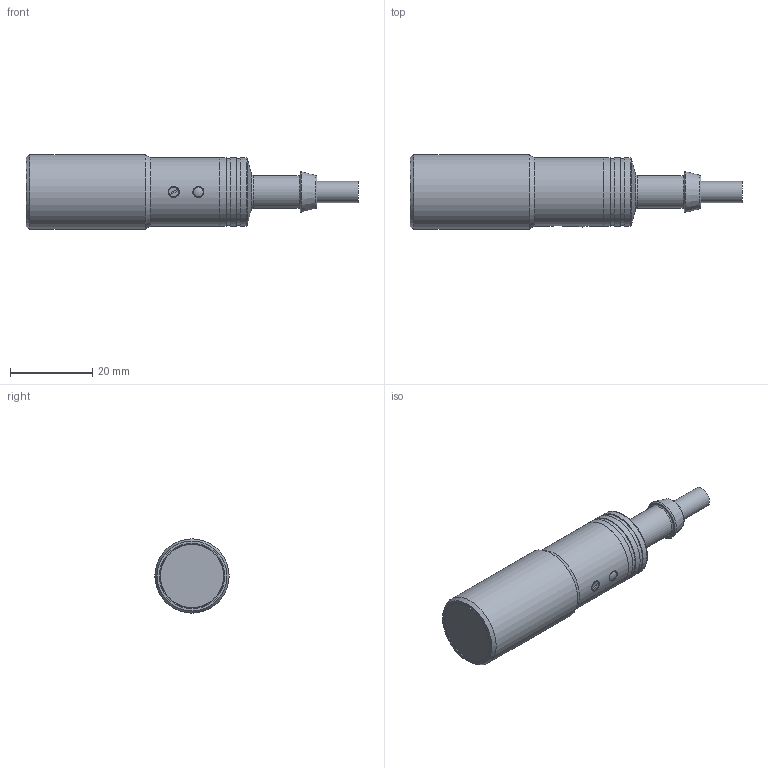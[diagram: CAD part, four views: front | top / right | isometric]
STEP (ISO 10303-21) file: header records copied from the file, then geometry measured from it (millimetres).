
FILE_DESCRIPTION(/* description */ (''),/* implementation_level */ '2;1');
FILE_NAME(/* name */ 'EO1804xPAS.stp',/* time_stamp */ '2019-02-04T11:59:38+01:00',/* author */ ('tvb'),/* organization */ (''),/* preprocessor_version */ 'ST-DEVELOPER v16.1',/* originating_system */ 'Autodesk Inventor 2016',/* authorisation */ '');
FILE_SCHEMA (('AUTOMOTIVE_DESIGN { 1 0 10303 214 3 1 1 }'));
Length unit declared in the file: centimetre
Products named in the file (1): EO1804xPAS
Bounding box: 80.5 x 18 x 18 mm (x, y, z)
Volume: 13868 mm3; surface area: 4133.1 mm2
Topology: 2 solids, 2 shells, 45 faces, 82 edges, 52 vertices
Faces by surface type: plane 16, cylinder 16, torus 6, cone 6, sphere 1
Full cylindrical faces by diameter (mm): 2.4 x2, 2.7 x2, 5.15 x1, 8 x1, 15.5 x1, 16.2 x2, 16.577 x1, 16.6 x3, 18 x1
Entity records: 1412 total; most frequent: CARTESIAN_POINT 607, DIRECTION 174, ORIENTED_EDGE 100, AXIS2_PLACEMENT_3D 83, EDGE_LOOP 82, EDGE_CURVE 50, VERTEX_POINT 46, FACE_OUTER_BOUND 45
